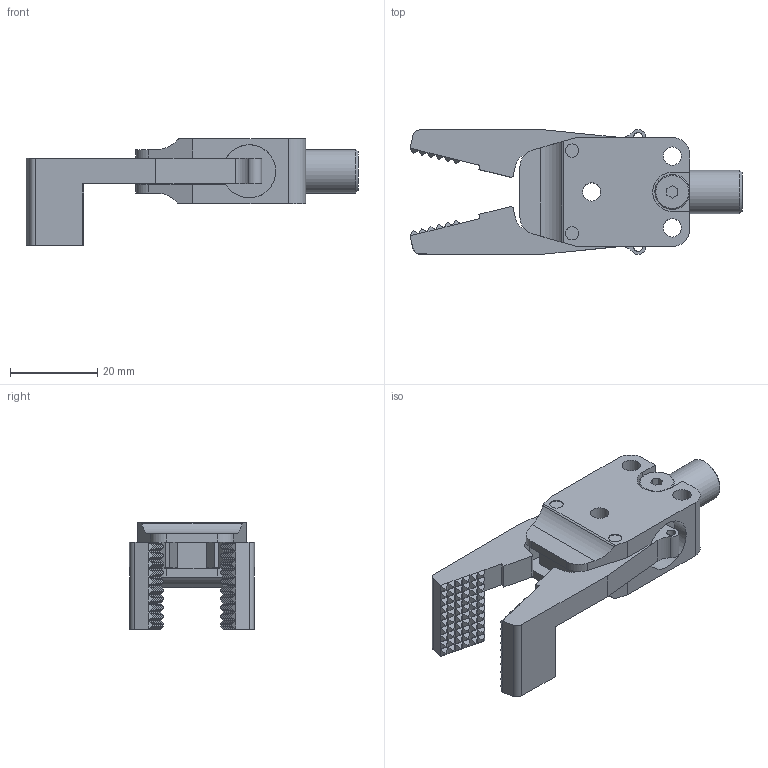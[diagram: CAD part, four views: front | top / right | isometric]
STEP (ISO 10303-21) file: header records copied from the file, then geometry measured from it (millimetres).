
FILE_DESCRIPTION(('STEP AP214'),'1');
FILE_NAME('Sprue.gripper.10-12.Diamond.Pattern.Wide.Jaw.90.Deg_GZ12-10-10-L90.STEP.stp','2020-04-22T14:01:25',(' '),(' '),'Spatial InterOp 3D',' ',' ');
FILE_SCHEMA(('AUTOMOTIVE_DESIGN { 1 0 10303 214 1 1 1 1 }'));
Length unit declared in the file: millimetre
Products named in the file (4): Sprue.gripper.10-12.Diamond.Pattern.Wide.Jaw.90.Deg_GZ12-10-10-L90.STEP
Assembly tree (3 placements, depth 2):
  Sprue.gripper.10-12.Diamond.Pattern.Wide.Jaw.90.Deg_GZ12-10-10-L90.STEP
    Sprue.gripper.10-12.Diamond.Pattern.Wide.Jaw.90.Deg_GZ12-10-10-L90.STEP
    Sprue.gripper.10-12.Diamond.Pattern.Wide.Jaw.90.Deg_GZ12-10-10-L90.STEP
    Sprue.gripper.10-12.Diamond.Pattern.Wide.Jaw.90.Deg_GZ12-10-10-L90.STEP
Bounding box: 76.23 x 28.72 x 24.5 mm (x, y, z)
Volume: 16733.4 mm3; surface area: 9547.2 mm2
Topology: 3 solids, 4 shells, 608 faces, 1095 edges, 500 vertices
Faces by surface type: plane 552, cylinder 51, cone 5
Full cylindrical faces by diameter (mm): 2.05 x2, 3.05 x8, 4.2 x5, 8 x1, 10 x1, 12.2 x2
Entity records: 18549 total; most frequent: DIRECTION 2388, CARTESIAN_POINT 2191, ORIENTED_EDGE 2116, EDGE_CURVE 1058, LINE 950, VECTOR 950, AXIS2_PLACEMENT_3D 719, EDGE_LOOP 655
